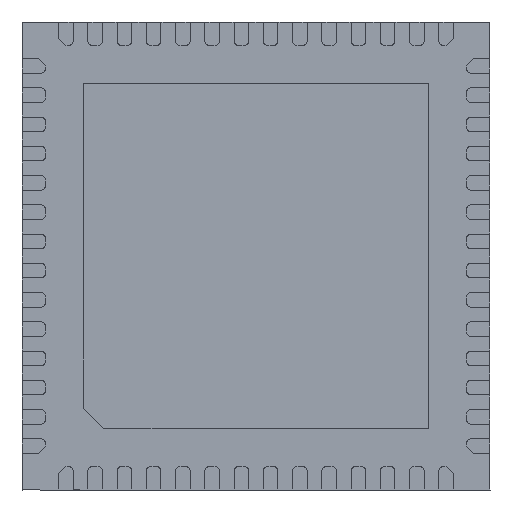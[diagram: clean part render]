
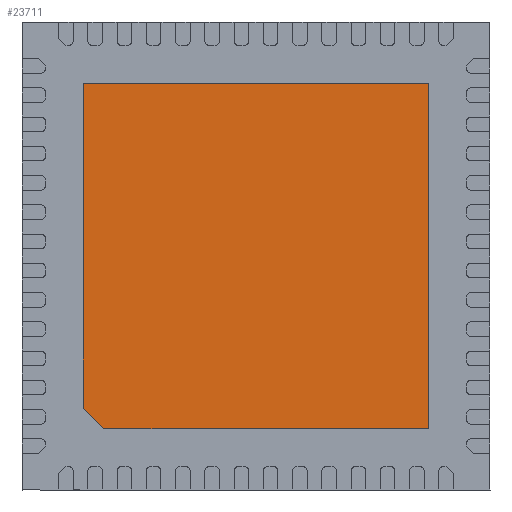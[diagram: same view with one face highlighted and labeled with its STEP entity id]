
A CAD part, front view. The second image highlights one B-rep face of the part: STEP entity #23711.
In plain terms, the highlighted planar face has unit normal (0, -1, 0).
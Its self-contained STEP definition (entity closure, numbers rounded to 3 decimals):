
#224 = AXIS2_PLACEMENT_3D ( 'NONE', #2930, #8780, #8657 ) ;
#614 = CARTESIAN_POINT ( 'NONE',  ( -2.95, 0., 2.95 ) ) ;
#741 = VECTOR ( 'NONE', #22610, 1000. ) ;
#1830 = DIRECTION ( 'NONE',  ( 0., 0., -1. ) ) ;
#2258 = ORIENTED_EDGE ( 'NONE', *, *, #2599, .T. ) ;
#2519 = EDGE_CURVE ( 'NONE', #3755, #20680, #23297, .T. ) ;
#2599 = EDGE_CURVE ( 'NONE', #10155, #7400, #19632, .T. ) ;
#2930 = CARTESIAN_POINT ( 'NONE',  ( 0., 0., 0. ) ) ;
#3503 = CARTESIAN_POINT ( 'NONE',  ( 2.95, 0., 2.95 ) ) ;
#3524 = CARTESIAN_POINT ( 'NONE',  ( 2.95, 0., 2.95 ) ) ;
#3755 = VERTEX_POINT ( 'NONE', #6531 ) ;
#3820 = ORIENTED_EDGE ( 'NONE', *, *, #16785, .T. ) ;
#4974 = EDGE_LOOP ( 'NONE', ( #3820, #2258, #21108, #14841, #17472 ) ) ;
#5052 = VECTOR ( 'NONE', #23175, 1000. ) ;
#5305 = VECTOR ( 'NONE', #1830, 1000. ) ;
#5873 = DIRECTION ( 'NONE',  ( 0., 0., 1. ) ) ;
#6531 = CARTESIAN_POINT ( 'NONE',  ( 2.95, 0., -2.95 ) ) ;
#6834 = EDGE_CURVE ( 'NONE', #7400, #3755, #18563, .T. ) ;
#7400 = VERTEX_POINT ( 'NONE', #24754 ) ;
#8045 = CARTESIAN_POINT ( 'NONE',  ( -2.775, 0., -2.775 ) ) ;
#8657 = DIRECTION ( 'NONE',  ( 0., 0., -1. ) ) ;
#8780 = DIRECTION ( 'NONE',  ( 0., -1., 0. ) ) ;
#8893 = CARTESIAN_POINT ( 'NONE',  ( 2.95, 0., -2.95 ) ) ;
#10155 = VERTEX_POINT ( 'NONE', #17977 ) ;
#11653 = LINE ( 'NONE', #23331, #5305 ) ;
#11796 = VECTOR ( 'NONE', #19037, 1000. ) ;
#12106 = FACE_OUTER_BOUND ( 'NONE', #4974, .T. ) ;
#14841 = ORIENTED_EDGE ( 'NONE', *, *, #2519, .T. ) ;
#15214 = LINE ( 'NONE', #3503, #11796 ) ;
#15616 = VECTOR ( 'NONE', #5873, 1000. ) ;
#16785 = EDGE_CURVE ( 'NONE', #22385, #10155, #11653, .T. ) ;
#17472 = ORIENTED_EDGE ( 'NONE', *, *, #18357, .T. ) ;
#17977 = CARTESIAN_POINT ( 'NONE',  ( -2.95, 0., -2.6 ) ) ;
#18357 = EDGE_CURVE ( 'NONE', #20680, #22385, #15214, .T. ) ;
#18563 = LINE ( 'NONE', #8893, #741 ) ;
#19037 = DIRECTION ( 'NONE',  ( -1., 0., 0. ) ) ;
#19632 = LINE ( 'NONE', #8045, #5052 ) ;
#20365 = PLANE ( 'NONE',  #224 ) ;
#20680 = VERTEX_POINT ( 'NONE', #3524 ) ;
#21108 = ORIENTED_EDGE ( 'NONE', *, *, #6834, .T. ) ;
#21524 = CARTESIAN_POINT ( 'NONE',  ( 2.95, 0., -2.95 ) ) ;
#22385 = VERTEX_POINT ( 'NONE', #614 ) ;
#22610 = DIRECTION ( 'NONE',  ( 1., 0., 0. ) ) ;
#23175 = DIRECTION ( 'NONE',  ( 0.707, 0., -0.707 ) ) ;
#23297 = LINE ( 'NONE', #21524, #15616 ) ;
#23331 = CARTESIAN_POINT ( 'NONE',  ( -2.95, 0., -2.95 ) ) ;
#23711 = ADVANCED_FACE ( 'NONE', ( #12106 ), #20365, .T. ) ;
#24754 = CARTESIAN_POINT ( 'NONE',  ( -2.6, 0., -2.95 ) ) ;
